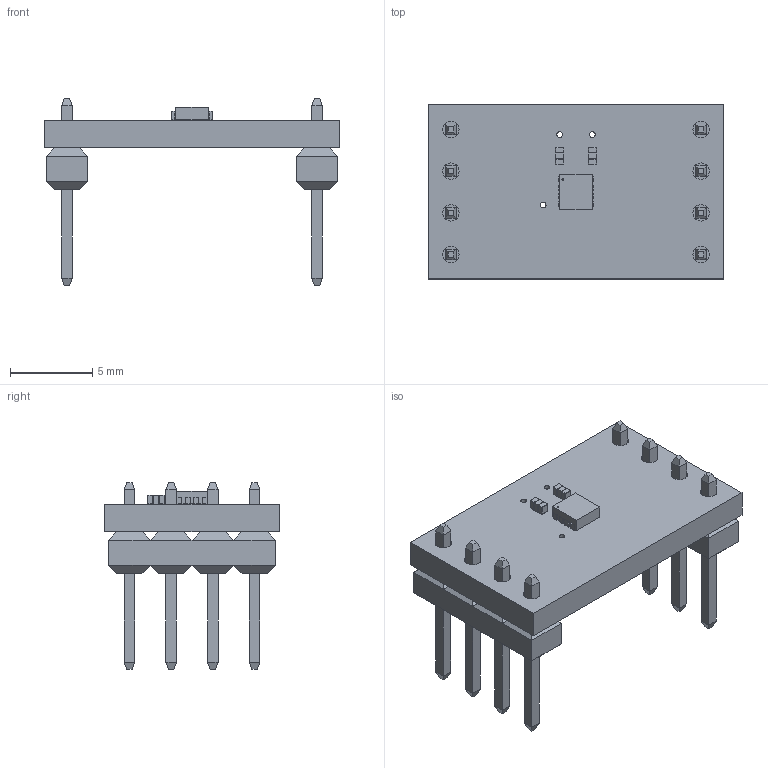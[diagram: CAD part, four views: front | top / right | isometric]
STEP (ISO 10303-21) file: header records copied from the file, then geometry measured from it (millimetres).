
FILE_DESCRIPTION(/* description */ (''),/* implementation_level */ '2;1');
FILE_NAME(/* name */ '61fa10b6-e5e4-47b6-8ab5-1c4e3f7c3793.stp',/* time_stamp */ '2021-02-11T06:25:28+00:00',/* author */ (''),/* organization */ (''),/* preprocessor_version */ 'ST-DEVELOPER v18.1',/* originating_system */ 'Autodesk Translation Framework v9.7.1.1290',/* authorisation */ '');
FILE_SCHEMA (('AUTOMOTIVE_DESIGN { 1 0 10303 214 3 1 1 }'));
Length unit declared in the file: millimetre
Products named in the file (6): 61fa10b6-e5e4-47b6-8ab5-1c4e3f7c3793; PCB Component; Board; PTH VERT MALE; 0.1uF/50V; DRV8837C 1A
Assembly tree (7 placements, depth 3):
  61fa10b6-e5e4-47b6-8ab5-1c4e3f7c3793
    PCB Component
      Board
      PTH VERT MALE  x2
      0.1uF/50V  x2
      DRV8837C 1A
Bounding box: 18 x 10.6 x 11.38 mm (x, y, z)
Volume: 452.3 mm3; surface area: 924.1 mm2
Topology: 16 solids, 16 shells, 442 faces, 962 edges, 572 vertices
Faces by surface type: plane 348, cylinder 62, sphere 32
Full cylindrical faces by diameter (mm): 0.1 x1, 0.33 x2, 0.35 x3, 1 x8
Entity records: 7827 total; most frequent: CARTESIAN_POINT 1251, DIRECTION 1242, ORIENTED_EDGE 1200, EDGE_CURVE 600, LINE 524, VECTOR 524, VERTEX_POINT 368, AXIS2_PLACEMENT_3D 359
